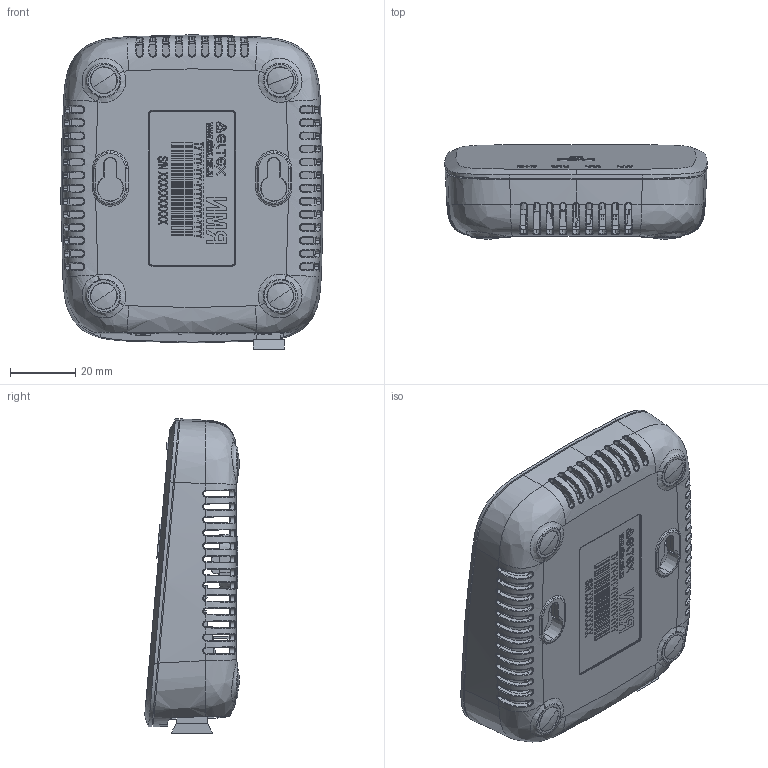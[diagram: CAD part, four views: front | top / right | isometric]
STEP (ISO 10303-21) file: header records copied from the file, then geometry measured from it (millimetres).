
FILE_DESCRIPTION (( 'STEP AP214' ), '1' );
FILE_NAME ('NTU-1L (1v0) ﾑﾁ 蓁 萵1.STEP', '2025-04-07T02:07:02', ( '' ), ( '' ), 'SwSTEP 2.0', 'SolidWorks 2023', '' );
FILE_SCHEMA (( 'AUTOMOTIVE_DESIGN' ));
Length unit declared in the file: millimetre
Products named in the file (14): NTU-1L.002_NTU-1L.002; NTU-1L.000; HYDERON HEB-21; 7122000032.stp; NTU-1L.001_NTU-1L.001; DC_2_1.stp; SCH-1A_SCH-1A with optic; AZ521G-PCBA_ASM.stp; этикетка 47x26; 7309000004.stp; az521g_asm; NTU-1L (1v0) СБ для фасада1; az521g_asm.stp; DIN7981 2.2_DIN7981 2,2x9,5
Assembly tree (18 placements, depth 5):
  NTU-1L (1v0) СБ для фасада1
    NTU-1L.000
      NTU-1L.001_NTU-1L.001
      NTU-1L.002_NTU-1L.002
    SCH-1A_SCH-1A with optic
    DIN7981 2.2_DIN7981 2,2x9,5  x3
    HYDERON HEB-21  x4
    этикетка 47x26
    az521g_asm
      az521g_asm.stp
        AZ521G-PCBA_ASM.stp
          DC_2_1.stp
          7309000004.stp
          7122000032.stp
Bounding box: 80.25 x 28.96 x 96.17 mm (x, y, z)
Volume: 41255.2 mm3; surface area: 57301 mm2
Topology: 17 solids, 21 shells, 3896 faces, 10473 edges, 6761 vertices
Faces by surface type: plane 2173, bspline 909, cylinder 374, cone 314, torus 104, sphere 22
Entity records: 193223 total; most frequent: CARTESIAN_POINT 87956, ORIENTED_EDGE 20070, DIRECTION 13566, EDGE_CURVE 10035, VERTEX_POINT 6522, LINE 5672, VECTOR 5672, EDGE_LOOP 4003
